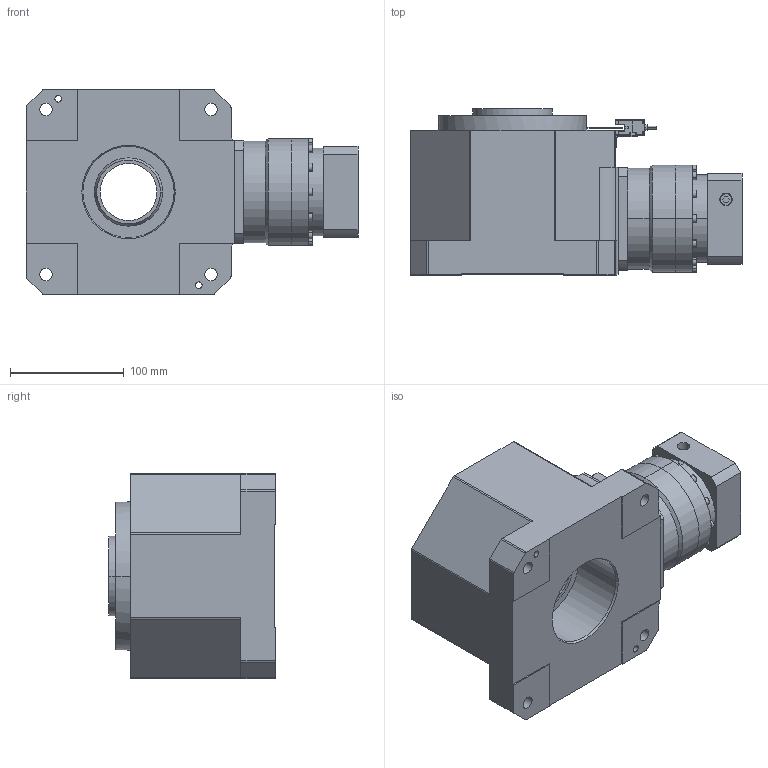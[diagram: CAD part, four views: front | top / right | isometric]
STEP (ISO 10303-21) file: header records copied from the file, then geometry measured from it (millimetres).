
FILE_DESCRIPTION((''),'2;1');
FILE_NAME('ZCM180_ASM','2020-08-21T14:21:38',('Administrator'),(''),'CREO PARAMETRIC BY PTC INC, 2017260','CREO PARAMETRIC BY PTC INC, 2017260','');
FILE_SCHEMA(('CONFIG_CONTROL_DESIGN','SHAPE_APPEARANCE_LAYERS_GROUPS'));
Length unit declared in the file: millimetre
Products named in the file (15): LOOP_ZCM180; _2497_10; _10; _4398_10; _100; ST-303_1_2_ASM; HOLDER_ZCH150; ROCKER_ZCM180; SENSOR_ZCM180_ASM; _1000; _000; VRB90-L1_750W__19-0001_ASM; BASE-SOLID_ZCM180; ZCM180_ASM
Assembly tree (14 placements, depth 4):
  ZCM180_ASM
    LOOP_ZCM180
    SENSOR_ZCM180_ASM
      ST-303_1_2_ASM
        _2497_10
        _10
        _4398_10
        _100
      HOLDER_ZCH150
      ROCKER_ZCM180
    VRB90-L1_750W__19-0001_ASM
      _1000
      _1000
      _000
    BASE-SOLID_ZCM180
Bounding box: 291.5 x 146 x 180 mm (x, y, z)
Volume: 3918444.5 mm3; surface area: 297259.2 mm2
Topology: 11 solids, 11 shells, 981 faces, 2464 edges, 1555 vertices
Faces by surface type: plane 484, cylinder 389, cone 68, torus 32, sphere 8
Entity records: 32671 total; most frequent: CARTESIAN_POINT 5362, DIRECTION 5237, ORIENTED_EDGE 4804, EDGE_CURVE 2402, AXIS2_PLACEMENT_3D 1871, VERTEX_POINT 1555, VECTOR 1495, LINE 1495
